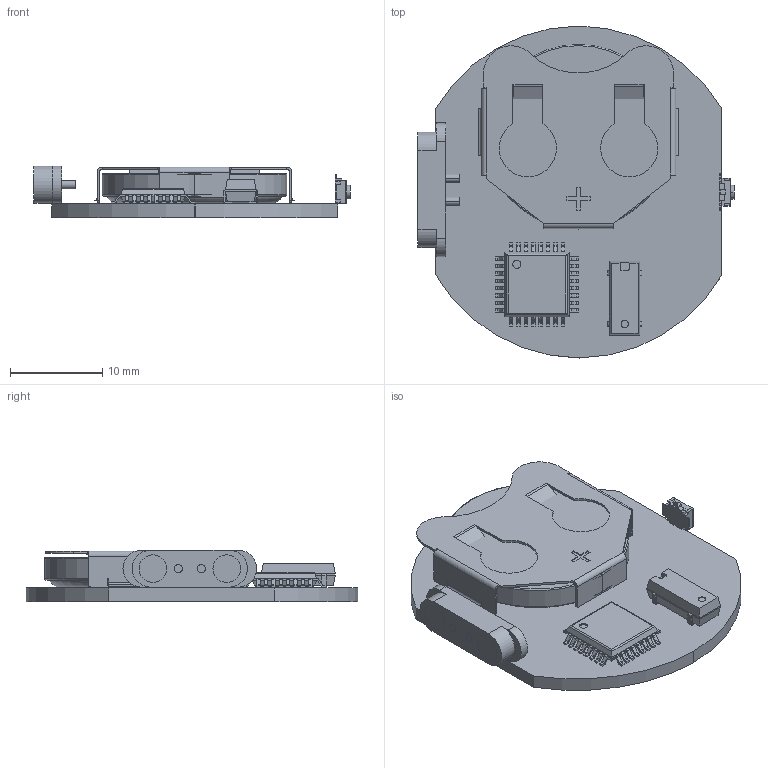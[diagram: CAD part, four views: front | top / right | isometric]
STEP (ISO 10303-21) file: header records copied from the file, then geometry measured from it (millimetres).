
FILE_DESCRIPTION(('KiCad electronic assembly'),'2;1');
FILE_NAME('TestWatch.step','2025-05-14T19:40:06',('Pcbnew'),('Kicad'), 'Open CASCADE STEP processor 7.8','KiCad to STEP converter','Unknown' );
FILE_SCHEMA(('AUTOMOTIVE_DESIGN { 1 0 10303 214 1 1 1 1 }'));
Length unit declared in the file: millimetre
Products named in the file (11): TestWatch 1; B3U-1100P; MC-306_32.7680K-E0_PURE_SN; STM32G431KBT6; Body; PinsArrayLR; PinsArrayTB; POGO2_Female; BAT-HLD-003-SMT_CUT; LIR2032; TestWatch_CASE_PCB
Assembly tree (10 placements, depth 3):
  TestWatch 1
    B3U-1100P
    MC-306_32.7680K-E0_PURE_SN
    STM32G431KBT6
      Body
      PinsArrayLR
      PinsArrayTB
    POGO2_Female
    BAT-HLD-003-SMT_CUT
    LIR2032
    TestWatch_CASE_PCB
Bounding box: 34.25 x 35.96 x 5.59 mm (x, y, z)
Volume: 2793.1 mm3; surface area: 4338.4 mm2
Topology: 47 solids, 47 shells, 792 faces, 1976 edges, 1288 vertices
Faces by surface type: plane 584, cylinder 202, torus 6
Full cylindrical faces by diameter (mm): 0.875 x1
Entity records: 23985 total; most frequent: CARTESIAN_POINT 4211, DIRECTION 3972, ORIENTED_EDGE 3952, EDGE_CURVE 1976, LINE 1562, VECTOR 1562, VERTEX_POINT 1288, AXIS2_PLACEMENT_3D 1205
